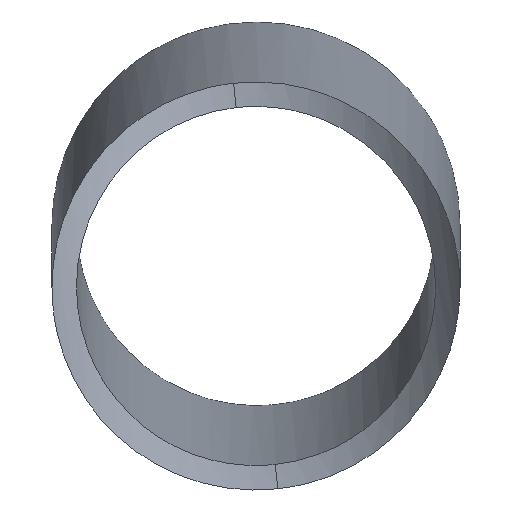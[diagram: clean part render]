
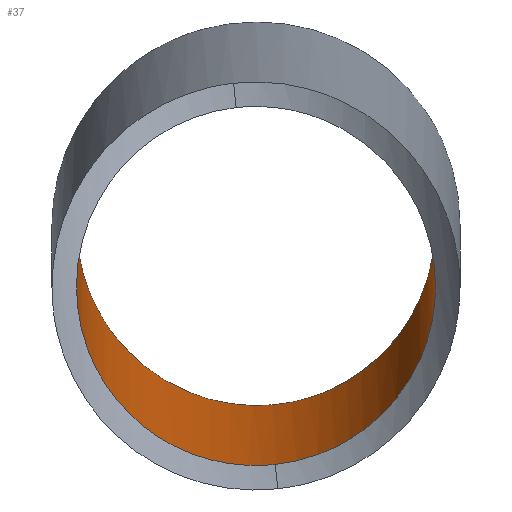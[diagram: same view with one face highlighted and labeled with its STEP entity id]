
A CAD part, left-side view. The second image highlights one B-rep face of the part: STEP entity #37.
In plain terms, the highlighted cylindrical face has radius 11 mm (diameter 22 mm), a partial arc.
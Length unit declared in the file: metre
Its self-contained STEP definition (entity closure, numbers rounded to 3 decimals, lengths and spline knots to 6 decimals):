
#37=ADVANCED_FACE('',(#73),#74,.F.);
#73=FACE_OUTER_BOUND('',#105,.T.);
#74=CYLINDRICAL_SURFACE('',#106,0.011);
#105=EDGE_LOOP('',(#147,#148,#149,#150,#151,#152));
#106=AXIS2_PLACEMENT_3D('',#153,#154,#155);
#147=ORIENTED_EDGE('',*,*,#231,.F.);
#148=ORIENTED_EDGE('',*,*,#232,.F.);
#149=ORIENTED_EDGE('',*,*,#233,.F.);
#150=ORIENTED_EDGE('',*,*,#234,.F.);
#151=ORIENTED_EDGE('',*,*,#235,.T.);
#152=ORIENTED_EDGE('',*,*,#221,.T.);
#153=CARTESIAN_POINT('',(-0.502634,0.265,0.188648));
#154=DIRECTION('',(-1.,0.,-0.012));
#155=DIRECTION('',(0.,-1.0,0.));
#221=EDGE_CURVE('0:60',#255,#263,#265,.T.);
#231=EDGE_CURVE('',#281,#263,#282,.T.);
#232=EDGE_CURVE('',#283,#281,#284,.T.);
#233=EDGE_CURVE('',#285,#283,#286,.T.);
#234=EDGE_CURVE('',#287,#285,#288,.T.);
#235=EDGE_CURVE('',#287,#255,#289,.T.);
#255=VERTEX_POINT('',#314);
#263=VERTEX_POINT('',#360);
#265=B_SPLINE_CURVE_WITH_KNOTS('',5,(#384,#385,#386,#387,#388,#389,#390,#391,#392,#393,#394,#395,#396,#397,#398),.UNSPECIFIED.,.F.,.F.,(6,3,3,3,6),(-102.30235,-97.260066,-87.843733,-82.788772,-78.524519),.UNSPECIFIED.);
#281=VERTEX_POINT('',#490);
#282=LINE('',#491,#492);
#283=VERTEX_POINT('',#493);
#284=B_SPLINE_CURVE_WITH_KNOTS('',3,(#494,#495,#496,#497,#498,#499,#500,#501,#502,#503),.UNSPECIFIED.,.F.,.F.,(4,2,2,2,4),(59.998286,65.746636,71.494985,77.243335,79.268911),.UNSPECIFIED.);
#285=VERTEX_POINT('',#504);
#286=B_SPLINE_CURVE_WITH_KNOTS('',3,(#505,#506,#507,#508,#509,#510,#511,#512,#513,#514,#515,#516,#517,#518,#519,#520,#521,#522),.UNSPECIFIED.,.F.,.F.,(4,1,2,2,2,1,1,2,2,1,4),(26.186496,27.020548,29.905395,32.790242,35.675088,38.559935,41.444781,47.214475,52.984168,56.491227,59.998286),.UNSPECIFIED.);
#287=VERTEX_POINT('',#523);
#288=LINE('',#524,#525);
#289=B_SPLINE_CURVE_WITH_KNOTS('',5,(#526,#527,#528,#529,#530,#531,#532,#533,#534,#535,#536,#537,#538,#539,#540,#541,#542,#543,#544,#545),.UNSPECIFIED.,.F.,.F.,(6,3,3,3,5,6),(-27.266653,-25.208214,-18.459732,-12.42835,-1.746899,-0.0),.UNSPECIFIED.);
#314=CARTESIAN_POINT('',(-0.745,0.263828,0.174726));
#360=CARTESIAN_POINT('',(-0.749747,0.254,0.185606));
#384=CARTESIAN_POINT('',(-0.745,0.263828,0.174726));
#385=CARTESIAN_POINT('',(-0.745,0.263149,0.174799));
#386=CARTESIAN_POINT('',(-0.745039,0.26247,0.174925));
#387=CARTESIAN_POINT('',(-0.745118,0.261801,0.175104));
#388=CARTESIAN_POINT('',(-0.745454,0.259932,0.175764));
#389=CARTESIAN_POINT('',(-0.74607,0.258264,0.176815));
#390=CARTESIAN_POINT('',(-0.746562,0.257306,0.177637));
#391=CARTESIAN_POINT('',(-0.747393,0.25604,0.179067));
#392=CARTESIAN_POINT('',(-0.748229,0.255112,0.180735));
#393=CARTESIAN_POINT('',(-0.748514,0.254831,0.181346));
#394=CARTESIAN_POINT('',(-0.74901,0.254395,0.182522));
#395=CARTESIAN_POINT('',(-0.749407,0.254128,0.183787));
#396=CARTESIAN_POINT('',(-0.749561,0.254043,0.184383));
#397=CARTESIAN_POINT('',(-0.749676,0.254,0.184992));
#398=CARTESIAN_POINT('',(-0.749747,0.254,0.185606));
#490=CARTESIAN_POINT('',(-0.442502,0.254,0.189388));
#491=CARTESIAN_POINT('',(-0.502634,0.254,0.188648));
#492=VECTOR('',#727,1.0);
#493=CARTESIAN_POINT('',(-0.4475,0.26044,0.179315));
#494=CARTESIAN_POINT('',(-0.4475,0.26044,0.179315));
#495=CARTESIAN_POINT('',(-0.4475,0.259225,0.179868));
#496=CARTESIAN_POINT('',(-0.447276,0.258105,0.180659));
#497=CARTESIAN_POINT('',(-0.446478,0.256273,0.182517));
#498=CARTESIAN_POINT('',(-0.445913,0.255557,0.183575));
#499=CARTESIAN_POINT('',(-0.444635,0.254527,0.185784));
#500=CARTESIAN_POINT('',(-0.443919,0.254207,0.186937));
#501=CARTESIAN_POINT('',(-0.442978,0.254024,0.188538));
#502=CARTESIAN_POINT('',(-0.442735,0.254,0.18896));
#503=CARTESIAN_POINT('',(-0.442502,0.254,0.189388));
#504=CARTESIAN_POINT('',(-0.442401,0.276,0.189389));
#505=CARTESIAN_POINT('',(-0.442401,0.276,0.189389));
#506=CARTESIAN_POINT('',(-0.442303,0.276,0.189214));
#507=CARTESIAN_POINT('',(-0.441876,0.275981,0.188427));
#508=CARTESIAN_POINT('',(-0.441493,0.275875,0.187618));
#509=CARTESIAN_POINT('',(-0.441046,0.275583,0.186334));
#510=CARTESIAN_POINT('',(-0.440901,0.275371,0.185676));
#511=CARTESIAN_POINT('',(-0.440866,0.27482,0.184402));
#512=CARTESIAN_POINT('',(-0.440978,0.274484,0.183794));
#513=CARTESIAN_POINT('',(-0.441372,0.273746,0.182698));
#514=CARTESIAN_POINT('',(-0.441924,0.272945,0.181714));
#515=CARTESIAN_POINT('',(-0.443269,0.271162,0.180136));
#516=CARTESIAN_POINT('',(-0.444338,0.269623,0.179315));
#517=CARTESIAN_POINT('',(-0.445625,0.267409,0.178552));
#518=CARTESIAN_POINT('',(-0.446203,0.266219,0.178341));
#519=CARTESIAN_POINT('',(-0.446903,0.264259,0.178333));
#520=CARTESIAN_POINT('',(-0.447338,0.262726,0.178478));
#521=CARTESIAN_POINT('',(-0.4475,0.261181,0.178977));
#522=CARTESIAN_POINT('',(-0.4475,0.26044,0.179315));
#523=CARTESIAN_POINT('',(-0.749718,0.276,0.185607));
#524=CARTESIAN_POINT('',(-0.502634,0.276,0.188648));
#525=VECTOR('',#728,1.0);
#526=CARTESIAN_POINT('',(-0.749718,0.276,0.185607));
#527=CARTESIAN_POINT('',(-0.749752,0.276,0.18531));
#528=CARTESIAN_POINT('',(-0.749776,0.27599,0.185012));
#529=CARTESIAN_POINT('',(-0.749789,0.27597,0.184714));
#530=CARTESIAN_POINT('',(-0.749799,0.27584,0.183441));
#531=CARTESIAN_POINT('',(-0.74961,0.275528,0.182201));
#532=CARTESIAN_POINT('',(-0.749355,0.275188,0.181309));
#533=CARTESIAN_POINT('',(-0.74876,0.2744,0.179744));
#534=CARTESIAN_POINT('',(-0.748039,0.273361,0.178413));
#535=CARTESIAN_POINT('',(-0.74769,0.272821,0.177836));
#536=CARTESIAN_POINT('',(-0.74673,0.271197,0.176383));
#537=CARTESIAN_POINT('',(-0.745878,0.269238,0.175356));
#538=CARTESIAN_POINT('',(-0.745436,0.267866,0.174889));
#539=CARTESIAN_POINT('',(-0.745157,0.266426,0.174662));
#540=CARTESIAN_POINT('',(-0.745046,0.265,0.174663));
#541=CARTESIAN_POINT('',(-0.745028,0.264767,0.174663));
#542=CARTESIAN_POINT('',(-0.745014,0.264533,0.17467));
#543=CARTESIAN_POINT('',(-0.745005,0.264298,0.174682));
#544=CARTESIAN_POINT('',(-0.745,0.264063,0.174701));
#545=CARTESIAN_POINT('',(-0.745,0.263828,0.174726));
#727=DIRECTION('',(-1.,0.,-0.012));
#728=DIRECTION('',(1.,0.,0.012));
